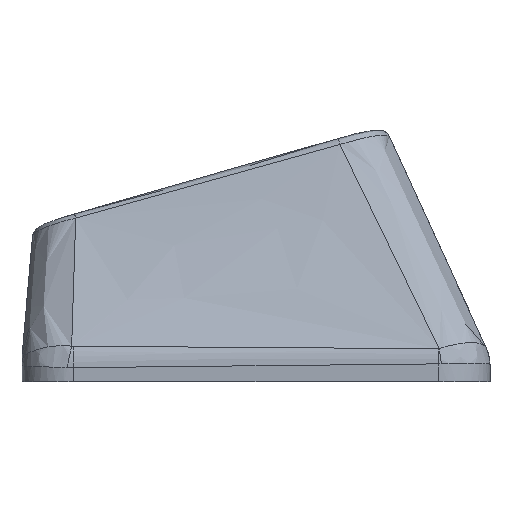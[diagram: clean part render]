
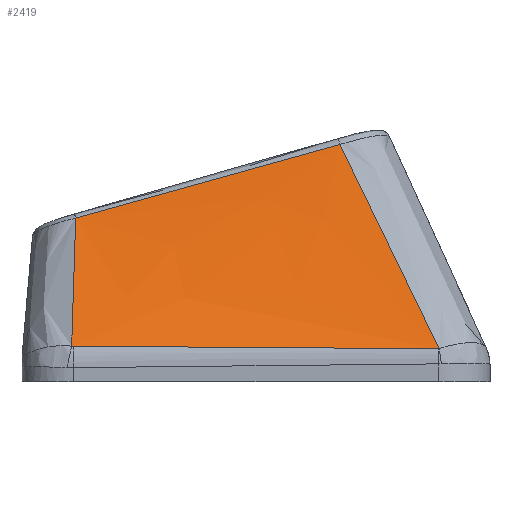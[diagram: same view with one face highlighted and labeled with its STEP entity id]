
A CAD part, left-side view. The second image highlights one B-rep face of the part: STEP entity #2419.
In plain terms, the highlighted free-form (B-spline) face has degree [3, 3] with [4, 4] control points.
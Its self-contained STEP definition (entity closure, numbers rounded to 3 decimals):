
#33=B_SPLINE_SURFACE_WITH_KNOTS('',3,3,((#5426,#5427,#5428,#5429),(#5430,
#5431,#5432,#5433),(#5434,#5435,#5436,#5437),(#5438,#5439,#5440,#5441)),
 .UNSPECIFIED.,.F.,.F.,.F.,(4,4),(4,4),(0.102,0.894),
(0.03,0.967),.UNSPECIFIED.);
#239=FACE_OUTER_BOUND('',#365,.T.);
#365=EDGE_LOOP('',(#2113,#2114,#2115,#2116,#2117,#2118));
#552=B_SPLINE_CURVE_WITH_KNOTS('',3,(#4934,#4935,#4936,#4937),
 .UNSPECIFIED.,.F.,.F.,(4,4),(0.,0.003),
 .UNSPECIFIED.);
#554=B_SPLINE_CURVE_WITH_KNOTS('',3,(#4961,#4962,#4963,#4964),
 .UNSPECIFIED.,.F.,.F.,(4,4),(0.,1.416),.UNSPECIFIED.);
#556=B_SPLINE_CURVE_WITH_KNOTS('',3,(#4988,#4989,#4990,#4991),
 .UNSPECIFIED.,.F.,.F.,(4,4),(0.,0.006),
 .UNSPECIFIED.);
#578=B_SPLINE_CURVE_WITH_KNOTS('',3,(#5416,#5417,#5418,#5419),
 .UNSPECIFIED.,.F.,.F.,(4,4),(-0.622,-0.024),
 .UNSPECIFIED.);
#580=B_SPLINE_CURVE_WITH_KNOTS('',3,(#5443,#5444,#5445,#5446),
 .UNSPECIFIED.,.F.,.F.,(4,4),(0.03,0.973),
 .UNSPECIFIED.);
#581=B_SPLINE_CURVE_WITH_KNOTS('',3,(#5447,#5448,#5449,#5450),
 .UNSPECIFIED.,.F.,.F.,(4,4),(-1.064,0.),.UNSPECIFIED.);
#1098=VERTEX_POINT('',#4893);
#1102=VERTEX_POINT('',#4927);
#1104=VERTEX_POINT('',#4954);
#1106=VERTEX_POINT('',#4981);
#1133=VERTEX_POINT('',#5415);
#1134=VERTEX_POINT('',#5442);
#1434=EDGE_CURVE('',#1098,#1102,#552,.T.);
#1437=EDGE_CURVE('',#1102,#1104,#554,.T.);
#1440=EDGE_CURVE('',#1104,#1106,#556,.T.);
#1481=EDGE_CURVE('',#1106,#1133,#578,.T.);
#1483=EDGE_CURVE('',#1134,#1098,#580,.T.);
#1484=EDGE_CURVE('',#1133,#1134,#581,.T.);
#2113=ORIENTED_EDGE('',*,*,#1440,.F.);
#2114=ORIENTED_EDGE('',*,*,#1437,.F.);
#2115=ORIENTED_EDGE('',*,*,#1434,.F.);
#2116=ORIENTED_EDGE('',*,*,#1483,.F.);
#2117=ORIENTED_EDGE('',*,*,#1484,.F.);
#2118=ORIENTED_EDGE('',*,*,#1481,.F.);
#2419=ADVANCED_FACE('',(#239),#33,.T.);
#4893=CARTESIAN_POINT('',(-20.866,-7.105,0.283));
#4927=CARTESIAN_POINT('',(-20.867,-7.076,0.281));
#4934=CARTESIAN_POINT('Ctrl Pts',(-20.866,-7.105,0.283));
#4935=CARTESIAN_POINT('Ctrl Pts',(-20.866,-7.095,0.282));
#4936=CARTESIAN_POINT('Ctrl Pts',(-20.867,-7.086,0.281));
#4937=CARTESIAN_POINT('Ctrl Pts',(-20.867,-7.076,0.281));
#4954=CARTESIAN_POINT('',(-20.735,7.093,0.378));
#4961=CARTESIAN_POINT('Ctrl Pts',(-20.867,-7.076,0.281));
#4962=CARTESIAN_POINT('Ctrl Pts',(-20.841,-2.355,0.307));
#4963=CARTESIAN_POINT('Ctrl Pts',(-20.808,2.368,0.339));
#4964=CARTESIAN_POINT('Ctrl Pts',(-20.735,7.093,0.378));
#4981=CARTESIAN_POINT('',(-20.731,7.153,0.384));
#4988=CARTESIAN_POINT('Ctrl Pts',(-20.735,7.093,0.378));
#4989=CARTESIAN_POINT('Ctrl Pts',(-20.735,7.113,0.378));
#4990=CARTESIAN_POINT('Ctrl Pts',(-20.733,7.133,0.38));
#4991=CARTESIAN_POINT('Ctrl Pts',(-20.731,7.153,0.384));
#5415=CARTESIAN_POINT('',(-17.452,6.997,5.348));
#5416=CARTESIAN_POINT('Ctrl Pts',(-20.731,7.153,0.384));
#5417=CARTESIAN_POINT('Ctrl Pts',(-19.63,7.083,2.034));
#5418=CARTESIAN_POINT('Ctrl Pts',(-18.538,7.027,3.689));
#5419=CARTESIAN_POINT('Ctrl Pts',(-17.452,6.997,5.348));
#5426=CARTESIAN_POINT('Ctrl Pts',(-17.431,-3.686,8.321));
#5427=CARTESIAN_POINT('Ctrl Pts',(-18.576,-4.826,5.641));
#5428=CARTESIAN_POINT('Ctrl Pts',(-19.721,-5.966,2.961));
#5429=CARTESIAN_POINT('Ctrl Pts',(-20.867,-7.105,0.281));
#5430=CARTESIAN_POINT('Ctrl Pts',(-17.431,-0.061,
7.324));
#5431=CARTESIAN_POINT('Ctrl Pts',(-18.576,-0.825,
4.965));
#5432=CARTESIAN_POINT('Ctrl Pts',(-19.721,-1.589,2.606));
#5433=CARTESIAN_POINT('Ctrl Pts',(-20.867,-2.353,0.247));
#5434=CARTESIAN_POINT('Ctrl Pts',(-17.431,3.564,6.326));
#5435=CARTESIAN_POINT('Ctrl Pts',(-18.576,3.176,4.288));
#5436=CARTESIAN_POINT('Ctrl Pts',(-19.721,2.788,2.251));
#5437=CARTESIAN_POINT('Ctrl Pts',(-20.867,2.4,0.214));
#5438=CARTESIAN_POINT('Ctrl Pts',(-17.431,7.189,5.328));
#5439=CARTESIAN_POINT('Ctrl Pts',(-18.576,7.177,3.612));
#5440=CARTESIAN_POINT('Ctrl Pts',(-19.721,7.164,1.896));
#5441=CARTESIAN_POINT('Ctrl Pts',(-20.867,7.152,0.18));
#5442=CARTESIAN_POINT('',(-17.431,-3.254,8.202));
#5443=CARTESIAN_POINT('Ctrl Pts',(-17.431,-3.254,8.202));
#5444=CARTESIAN_POINT('Ctrl Pts',(-18.593,-4.55,5.573));
#5445=CARTESIAN_POINT('Ctrl Pts',(-19.734,-5.831,2.931));
#5446=CARTESIAN_POINT('Ctrl Pts',(-20.866,-7.105,0.283));
#5447=CARTESIAN_POINT('Ctrl Pts',(-17.452,6.997,5.348));
#5448=CARTESIAN_POINT('Ctrl Pts',(-17.448,3.577,6.289));
#5449=CARTESIAN_POINT('Ctrl Pts',(-17.438,0.161,7.243));
#5450=CARTESIAN_POINT('Ctrl Pts',(-17.431,-3.254,8.202));
